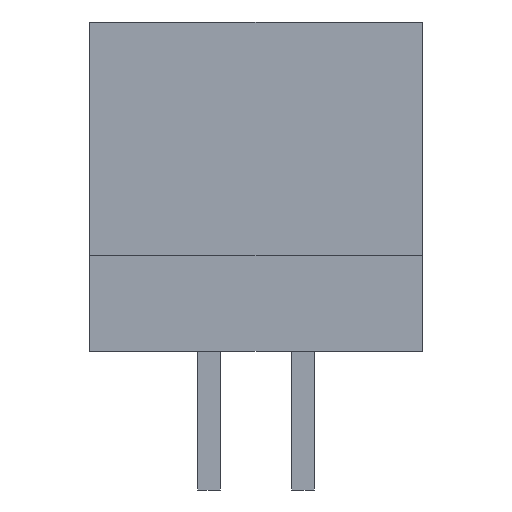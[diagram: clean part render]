
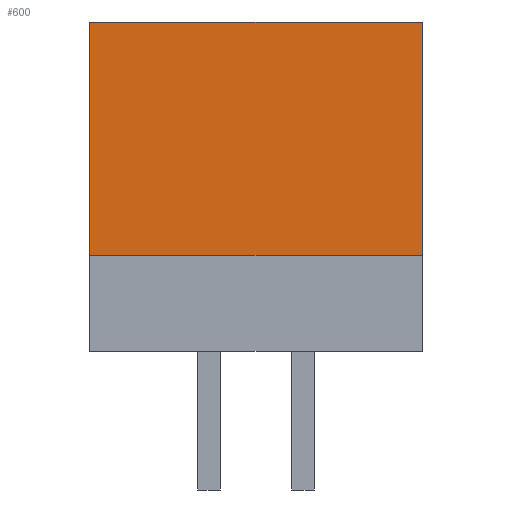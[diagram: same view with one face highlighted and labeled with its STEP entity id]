
A CAD part, front view. The second image highlights one B-rep face of the part: STEP entity #600.
In plain terms, the highlighted planar face has unit normal (0, -1, 0).
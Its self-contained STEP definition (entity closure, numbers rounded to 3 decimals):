
#320 = VERTEX_POINT('',#321);
#321 = CARTESIAN_POINT('',(-4.5,-10.15,8.9));
#327 = EDGE_CURVE('',#320,#328,#330,.T.);
#328 = VERTEX_POINT('',#329);
#329 = CARTESIAN_POINT('',(4.5,-10.15,8.9));
#330 = LINE('',#331,#332);
#331 = CARTESIAN_POINT('',(-4.5,-10.15,8.9));
#332 = VECTOR('',#333,1.);
#333 = DIRECTION('',(1.,0.,0.));
#558 = EDGE_CURVE('',#559,#320,#561,.T.);
#559 = VERTEX_POINT('',#560);
#560 = CARTESIAN_POINT('',(-4.5,-10.15,2.6));
#561 = LINE('',#562,#563);
#562 = CARTESIAN_POINT('',(-4.5,-10.15,2.6));
#563 = VECTOR('',#564,1.);
#564 = DIRECTION('',(0.,0.,1.));
#600 = ADVANCED_FACE('',(#601),#619,.F.);
#601 = FACE_BOUND('',#602,.F.);
#602 = EDGE_LOOP('',(#603,#604,#605,#613));
#603 = ORIENTED_EDGE('',*,*,#558,.T.);
#604 = ORIENTED_EDGE('',*,*,#327,.T.);
#605 = ORIENTED_EDGE('',*,*,#606,.F.);
#606 = EDGE_CURVE('',#607,#328,#609,.T.);
#607 = VERTEX_POINT('',#608);
#608 = CARTESIAN_POINT('',(4.5,-10.15,2.6));
#609 = LINE('',#610,#611);
#610 = CARTESIAN_POINT('',(4.5,-10.15,2.6));
#611 = VECTOR('',#612,1.);
#612 = DIRECTION('',(0.,0.,1.));
#613 = ORIENTED_EDGE('',*,*,#614,.F.);
#614 = EDGE_CURVE('',#559,#607,#615,.T.);
#615 = LINE('',#616,#617);
#616 = CARTESIAN_POINT('',(-4.5,-10.15,2.6));
#617 = VECTOR('',#618,1.);
#618 = DIRECTION('',(1.,0.,0.));
#619 = PLANE('',#620);
#620 = AXIS2_PLACEMENT_3D('',#621,#622,#623);
#621 = CARTESIAN_POINT('',(-4.5,-10.15,2.6));
#622 = DIRECTION('',(0.,1.,0.));
#623 = DIRECTION('',(1.,0.,0.));
